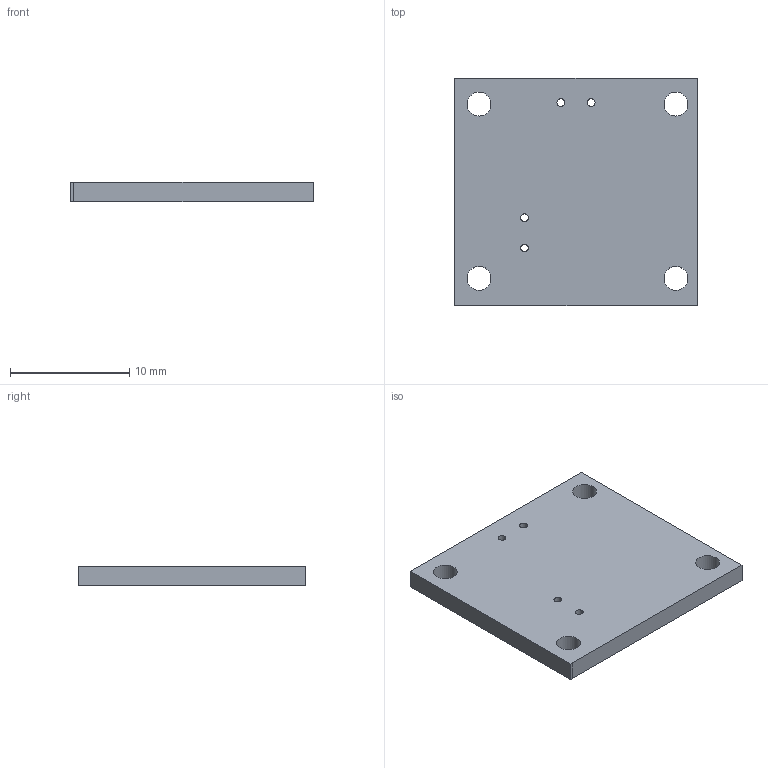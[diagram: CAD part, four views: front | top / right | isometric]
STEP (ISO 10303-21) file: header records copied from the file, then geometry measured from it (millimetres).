
FILE_DESCRIPTION(('KiCad electronic assembly'),'2;1');
FILE_NAME('exocam_charge_amp.step','2021-05-24T18:46:25',('An Author'),( 'A Company'),'Open CASCADE STEP processor 7.5', 'KiCad to STEP converter','Unknown');
FILE_SCHEMA(('AUTOMOTIVE_DESIGN { 1 0 10303 214 1 1 1 1 }'));
Length unit declared in the file: millimetre
Products named in the file (2): Open CASCADE STEP translator 7.5 1; COMPOUND
Assembly tree (1 placements, depth 2):
  Open CASCADE STEP translator 7.5 1
    COMPOUND
Bounding box: 20.32 x 19.05 x 1.6 mm (x, y, z)
Volume: 597.1 mm3; surface area: 925.7 mm2
Topology: 1 solids, 1 shells, 15 faces, 39 edges, 26 vertices
Faces by surface type: cylinder 8, plane 7
Full cylindrical faces by diameter (mm): 0.65 x4, 2 x4
Entity records: 1103 total; most frequent: CARTESIAN_POINT 256, DIRECTION 151, LINE 85, VECTOR 85, ORIENTED_EDGE 78, PCURVE 78, DEFINITIONAL_REPRESENTATION 78, EDGE_CURVE 39
